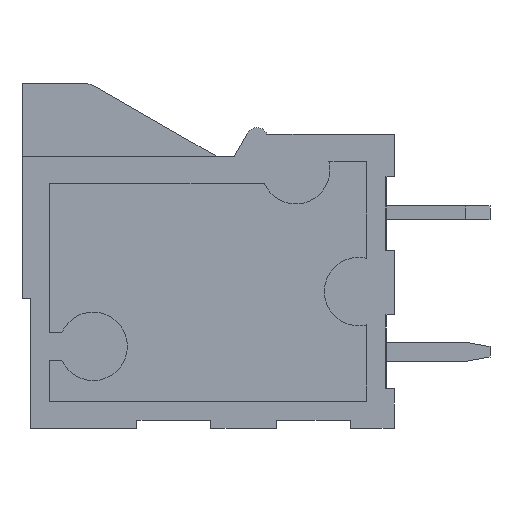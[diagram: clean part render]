
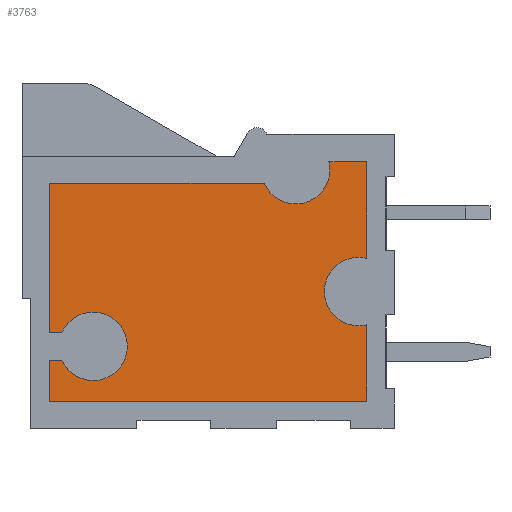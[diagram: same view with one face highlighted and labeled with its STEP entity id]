
A CAD part, left-side view. The second image highlights one B-rep face of the part: STEP entity #3763.
In plain terms, the highlighted planar face has unit normal (-1, 0, 0).
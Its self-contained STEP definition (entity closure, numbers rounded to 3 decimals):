
#2361 = EDGE_CURVE('',#2362,#2364,#2366,.T.);
#2362 = VERTEX_POINT('',#2363);
#2363 = CARTESIAN_POINT('',(1.5,12.146,-10.1));
#2364 = VERTEX_POINT('',#2365);
#2365 = CARTESIAN_POINT('',(1.5,11.,-10.85));
#2366 = CIRCLE('',#2367,1.25);
#2367 = AXIS2_PLACEMENT_3D('',#2368,#2369,#2370);
#2368 = CARTESIAN_POINT('',(1.5,11.,-9.6));
#2369 = DIRECTION('',(-1.,0.,0.));
#2370 = DIRECTION('',(0.,0.,1.));
#2404 = EDGE_CURVE('',#2364,#2405,#2407,.T.);
#2405 = VERTEX_POINT('',#2406);
#2406 = CARTESIAN_POINT('',(1.5,11.,-8.35));
#2407 = CIRCLE('',#2408,1.25);
#2408 = AXIS2_PLACEMENT_3D('',#2409,#2410,#2411);
#2409 = CARTESIAN_POINT('',(1.5,11.,-9.6));
#2410 = DIRECTION('',(-1.,0.,0.));
#2411 = DIRECTION('',(0.,0.,1.));
#2436 = EDGE_CURVE('',#2437,#2439,#2441,.T.);
#2437 = VERTEX_POINT('',#2438);
#2438 = CARTESIAN_POINT('',(1.5,1.3,-6.35));
#2439 = VERTEX_POINT('',#2440);
#2440 = CARTESIAN_POINT('',(1.5,1.3,-8.85));
#2441 = CIRCLE('',#2442,1.25);
#2442 = AXIS2_PLACEMENT_3D('',#2443,#2444,#2445);
#2443 = CARTESIAN_POINT('',(1.5,1.3,-7.6));
#2444 = DIRECTION('',(-1.,0.,0.));
#2445 = DIRECTION('',(0.,0.,1.));
#2478 = EDGE_CURVE('',#2479,#2437,#2481,.T.);
#2479 = VERTEX_POINT('',#2480);
#2480 = CARTESIAN_POINT('',(1.5,1.,-6.387));
#2481 = CIRCLE('',#2482,1.25);
#2482 = AXIS2_PLACEMENT_3D('',#2483,#2484,#2485);
#2483 = CARTESIAN_POINT('',(1.5,1.3,-7.6));
#2484 = DIRECTION('',(-1.,0.,0.));
#2485 = DIRECTION('',(0.,0.,1.));
#3491 = EDGE_CURVE('',#2439,#3492,#3494,.T.);
#3492 = VERTEX_POINT('',#3493);
#3493 = CARTESIAN_POINT('',(1.5,1.,-8.813));
#3494 = CIRCLE('',#3495,1.25);
#3495 = AXIS2_PLACEMENT_3D('',#3496,#3497,#3498);
#3496 = CARTESIAN_POINT('',(1.5,1.3,-7.6));
#3497 = DIRECTION('',(-1.,0.,0.));
#3498 = DIRECTION('',(0.,0.,1.));
#3517 = EDGE_CURVE('',#3518,#3492,#3520,.T.);
#3518 = VERTEX_POINT('',#3519);
#3519 = CARTESIAN_POINT('',(1.5,1.,-11.6));
#3520 = LINE('',#3521,#3522);
#3521 = CARTESIAN_POINT('',(1.5,1.,0.));
#3522 = VECTOR('',#3523,1.);
#3523 = DIRECTION('',(0.,0.,1.));
#3541 = EDGE_CURVE('',#3542,#3518,#3544,.T.);
#3542 = VERTEX_POINT('',#3543);
#3543 = CARTESIAN_POINT('',(1.5,12.6,-11.6));
#3544 = LINE('',#3545,#3546);
#3545 = CARTESIAN_POINT('',(1.5,0.,-11.6));
#3546 = VECTOR('',#3547,1.);
#3547 = DIRECTION('',(0.,-1.,0.));
#3565 = EDGE_CURVE('',#3542,#3566,#3568,.T.);
#3566 = VERTEX_POINT('',#3567);
#3567 = CARTESIAN_POINT('',(1.5,12.6,-10.1));
#3568 = LINE('',#3569,#3570);
#3569 = CARTESIAN_POINT('',(1.5,12.6,0.));
#3570 = VECTOR('',#3571,1.);
#3571 = DIRECTION('',(0.,0.,1.));
#3589 = EDGE_CURVE('',#3566,#2362,#3590,.T.);
#3590 = LINE('',#3591,#3592);
#3591 = CARTESIAN_POINT('',(1.5,0.,-10.1));
#3592 = VECTOR('',#3593,1.);
#3593 = DIRECTION('',(0.,-1.,0.));
#3605 = EDGE_CURVE('',#2405,#3606,#3608,.T.);
#3606 = VERTEX_POINT('',#3607);
#3607 = CARTESIAN_POINT('',(1.5,12.146,-9.1));
#3608 = CIRCLE('',#3609,1.25);
#3609 = AXIS2_PLACEMENT_3D('',#3610,#3611,#3612);
#3610 = CARTESIAN_POINT('',(1.5,11.,-9.6));
#3611 = DIRECTION('',(-1.,0.,0.));
#3612 = DIRECTION('',(0.,0.,1.));
#3631 = EDGE_CURVE('',#3632,#3606,#3634,.T.);
#3632 = VERTEX_POINT('',#3633);
#3633 = CARTESIAN_POINT('',(1.5,12.6,-9.1));
#3634 = LINE('',#3635,#3636);
#3635 = CARTESIAN_POINT('',(1.5,0.,-9.1));
#3636 = VECTOR('',#3637,1.);
#3637 = DIRECTION('',(0.,-1.,0.));
#3655 = EDGE_CURVE('',#3632,#3656,#3658,.T.);
#3656 = VERTEX_POINT('',#3657);
#3657 = CARTESIAN_POINT('',(1.5,12.6,-3.65));
#3658 = LINE('',#3659,#3660);
#3659 = CARTESIAN_POINT('',(1.5,12.6,0.));
#3660 = VECTOR('',#3661,1.);
#3661 = DIRECTION('',(0.,0.,1.));
#3679 = EDGE_CURVE('',#3680,#3656,#3682,.T.);
#3680 = VERTEX_POINT('',#3681);
#3681 = CARTESIAN_POINT('',(1.5,4.746,-3.65));
#3682 = LINE('',#3683,#3684);
#3683 = CARTESIAN_POINT('',(1.5,0.,-3.65));
#3684 = VECTOR('',#3685,1.);
#3685 = DIRECTION('',(0.,1.,0.));
#3703 = EDGE_CURVE('',#3680,#3704,#3706,.T.);
#3704 = VERTEX_POINT('',#3705);
#3705 = CARTESIAN_POINT('',(1.5,2.387,-2.85));
#3706 = CIRCLE('',#3707,1.25);
#3707 = AXIS2_PLACEMENT_3D('',#3708,#3709,#3710);
#3708 = CARTESIAN_POINT('',(1.5,3.6,-3.15));
#3709 = DIRECTION('',(-1.,0.,0.));
#3710 = DIRECTION('',(0.,0.,1.));
#3728 = EDGE_CURVE('',#3704,#3729,#3731,.T.);
#3729 = VERTEX_POINT('',#3730);
#3730 = CARTESIAN_POINT('',(1.5,1.,-2.85));
#3731 = LINE('',#3732,#3733);
#3732 = CARTESIAN_POINT('',(1.5,0.,-2.85));
#3733 = VECTOR('',#3734,1.);
#3734 = DIRECTION('',(0.,-1.,0.));
#3752 = EDGE_CURVE('',#2479,#3729,#3753,.T.);
#3753 = LINE('',#3754,#3755);
#3754 = CARTESIAN_POINT('',(1.5,1.,0.));
#3755 = VECTOR('',#3756,1.);
#3756 = DIRECTION('',(0.,0.,1.));
#3763 = ADVANCED_FACE('',(#3764),#3782,.T.);
#3764 = FACE_BOUND('',#3765,.T.);
#3765 = EDGE_LOOP('',(#3766,#3767,#3768,#3769,#3770,#3771,#3772,#3773,
    #3774,#3775,#3776,#3777,#3778,#3779,#3780,#3781));
#3766 = ORIENTED_EDGE('',*,*,#2478,.F.);
#3767 = ORIENTED_EDGE('',*,*,#3752,.T.);
#3768 = ORIENTED_EDGE('',*,*,#3728,.F.);
#3769 = ORIENTED_EDGE('',*,*,#3703,.F.);
#3770 = ORIENTED_EDGE('',*,*,#3679,.T.);
#3771 = ORIENTED_EDGE('',*,*,#3655,.F.);
#3772 = ORIENTED_EDGE('',*,*,#3631,.T.);
#3773 = ORIENTED_EDGE('',*,*,#3605,.F.);
#3774 = ORIENTED_EDGE('',*,*,#2404,.F.);
#3775 = ORIENTED_EDGE('',*,*,#2361,.F.);
#3776 = ORIENTED_EDGE('',*,*,#3589,.F.);
#3777 = ORIENTED_EDGE('',*,*,#3565,.F.);
#3778 = ORIENTED_EDGE('',*,*,#3541,.T.);
#3779 = ORIENTED_EDGE('',*,*,#3517,.T.);
#3780 = ORIENTED_EDGE('',*,*,#3491,.F.);
#3781 = ORIENTED_EDGE('',*,*,#2436,.F.);
#3782 = PLANE('',#3783);
#3783 = AXIS2_PLACEMENT_3D('',#3784,#3785,#3786);
#3784 = CARTESIAN_POINT('',(1.5,0.,0.));
#3785 = DIRECTION('',(-1.,0.,0.));
#3786 = DIRECTION('',(0.,0.,1.));
